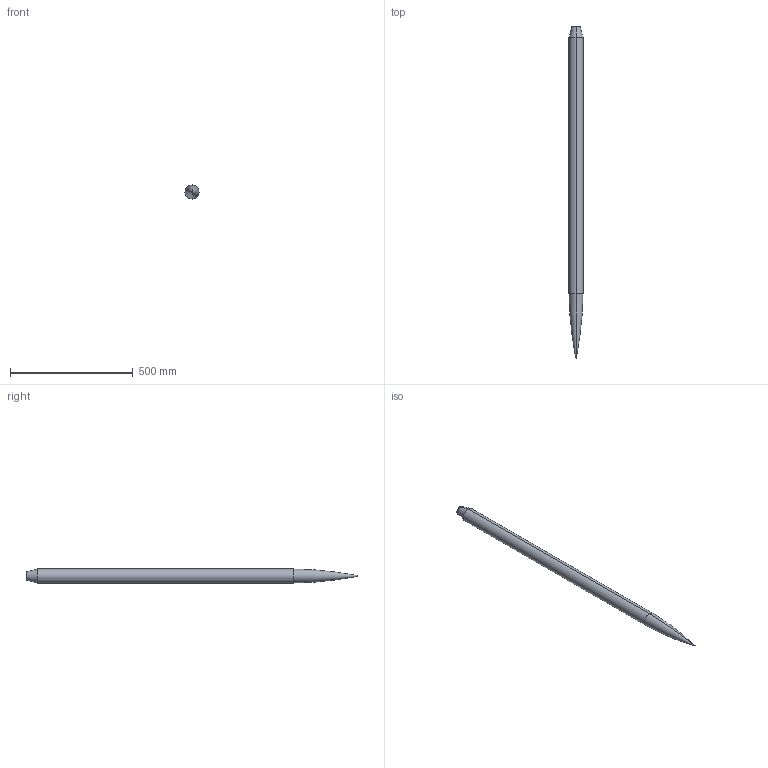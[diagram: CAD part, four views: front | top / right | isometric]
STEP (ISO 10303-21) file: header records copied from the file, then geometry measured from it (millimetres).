
FILE_DESCRIPTION (( 'STEP AP214' ), '1' );
FILE_NAME ('rocketLong_noFinSupport.STEP', '2023-08-07T21:37:47', ( '' ), ( '' ), 'SwSTEP 2.0', 'SolidWorks 2023', '' );
FILE_SCHEMA (( 'AUTOMOTIVE_DESIGN' ));
Length unit declared in the file: inch
Products named in the file (1): rocketLong_noFinSupport
Bounding box: 57.15 x 1352.7 x 57.15 mm (x, y, z)
Volume: 3093471.3 mm3; surface area: 226407.2 mm2
Topology: 1 solids, 1 shells, 19 faces, 38 edges, 21 vertices
Faces by surface type: cone 8, torus 6, cylinder 2, sphere 2, plane 1
Entity records: 523 total; most frequent: DIRECTION 106, CARTESIAN_POINT 79, ORIENTED_EDGE 76, AXIS2_PLACEMENT_3D 48, EDGE_CURVE 38, CIRCLE 28, VERTEX_POINT 21, FACE_OUTER_BOUND 19
